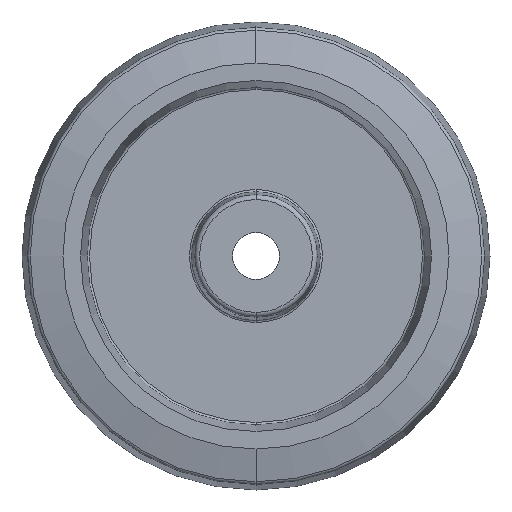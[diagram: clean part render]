
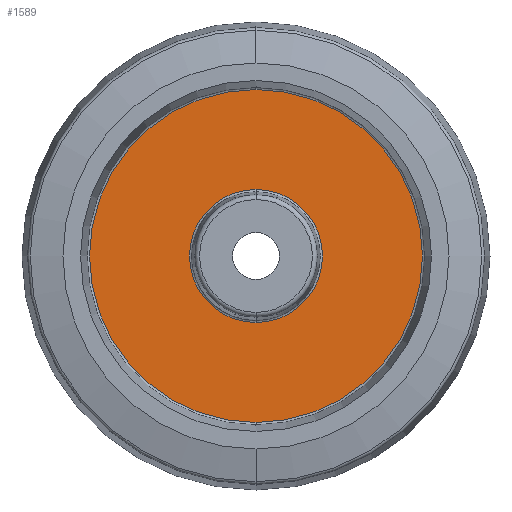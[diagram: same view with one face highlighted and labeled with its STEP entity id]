
A CAD part, left-side view. The second image highlights one B-rep face of the part: STEP entity #1589.
In plain terms, the highlighted planar face has unit normal (-1, 0, 0).
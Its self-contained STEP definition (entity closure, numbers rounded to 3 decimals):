
#56 = DIRECTION ( 'NONE',  ( 0., 0., -1. ) ) ;
#79 = CARTESIAN_POINT ( 'NONE',  ( -6., 0., 0. ) ) ;
#82 = DIRECTION ( 'NONE',  ( 1., 0., 0. ) ) ;
#113 = CARTESIAN_POINT ( 'NONE',  ( -6., 0., 0. ) ) ;
#125 = DIRECTION ( 'NONE',  ( 0., 0., -1. ) ) ;
#131 = DIRECTION ( 'NONE',  ( -1., 0., 0. ) ) ;
#152 = ORIENTED_EDGE ( 'NONE', *, *, #438, .T. ) ;
#156 = ORIENTED_EDGE ( 'NONE', *, *, #397, .T. ) ;
#206 = DIRECTION ( 'NONE',  ( 0., 0., -1. ) ) ;
#226 = CARTESIAN_POINT ( 'NONE',  ( -6., 0., 0. ) ) ;
#229 = CARTESIAN_POINT ( 'NONE',  ( -6., 0., 0. ) ) ;
#241 = DIRECTION ( 'NONE',  ( 1., 0., 0. ) ) ;
#247 = DIRECTION ( 'NONE',  ( -1., 0., 0. ) ) ;
#251 = DIRECTION ( 'NONE',  ( 0., 0., -1. ) ) ;
#257 = FACE_BOUND ( 'NONE', #1367, .T. ) ;
#261 = FACE_OUTER_BOUND ( 'NONE', #1369, .T. ) ;
#397 = EDGE_CURVE ( 'NONE', #1528, #1539, #1495, .T. ) ;
#401 = EDGE_CURVE ( 'NONE', #1531, #1533, #1134, .T. ) ;
#438 = EDGE_CURVE ( 'NONE', #1539, #1528, #1186, .T. ) ;
#439 = EDGE_CURVE ( 'NONE', #1533, #1531, #1187, .T. ) ;
#479 = AXIS2_PLACEMENT_3D ( 'NONE', #113, #82, #125 ) ;
#483 = AXIS2_PLACEMENT_3D ( 'NONE', #79, #131, #56 ) ;
#504 = AXIS2_PLACEMENT_3D ( 'NONE', #229, #241, #251 ) ;
#505 = AXIS2_PLACEMENT_3D ( 'NONE', #226, #247, #206 ) ;
#884 = PLANE ( 'NONE',  #1052 ) ;
#891 = CARTESIAN_POINT ( 'NONE',  ( -6., 72., 0. ) ) ;
#892 = DIRECTION ( 'NONE',  ( 1., 0., 0. ) ) ;
#893 = DIRECTION ( 'NONE',  ( 0., 0., -1. ) ) ;
#1052 = AXIS2_PLACEMENT_3D ( 'NONE', #891, #892, #893 ) ;
#1134 = CIRCLE ( 'NONE', #483, 71.153 ) ;
#1186 = CIRCLE ( 'NONE', #504, 28.439 ) ;
#1187 = CIRCLE ( 'NONE', #505, 71.153 ) ;
#1367 = EDGE_LOOP ( 'NONE', ( #152, #156 ) ) ;
#1369 = EDGE_LOOP ( 'NONE', ( #1522, #1515 ) ) ;
#1495 = CIRCLE ( 'NONE', #479, 28.439 ) ;
#1515 = ORIENTED_EDGE ( 'NONE', *, *, #439, .T. ) ;
#1522 = ORIENTED_EDGE ( 'NONE', *, *, #401, .T. ) ;
#1528 = VERTEX_POINT ( 'NONE', #1674 ) ;
#1531 = VERTEX_POINT ( 'NONE', #1654 ) ;
#1533 = VERTEX_POINT ( 'NONE', #1645 ) ;
#1539 = VERTEX_POINT ( 'NONE', #1666 ) ;
#1589 = ADVANCED_FACE ( 'NONE', ( #257, #261 ), #884, .F. ) ;
#1645 = CARTESIAN_POINT ( 'NONE',  ( -6., 0., 71.153 ) ) ;
#1654 = CARTESIAN_POINT ( 'NONE',  ( -6., 0., -71.153 ) ) ;
#1666 = CARTESIAN_POINT ( 'NONE',  ( -6., 0., -28.439 ) ) ;
#1674 = CARTESIAN_POINT ( 'NONE',  ( -6., 0., 28.439 ) ) ;
